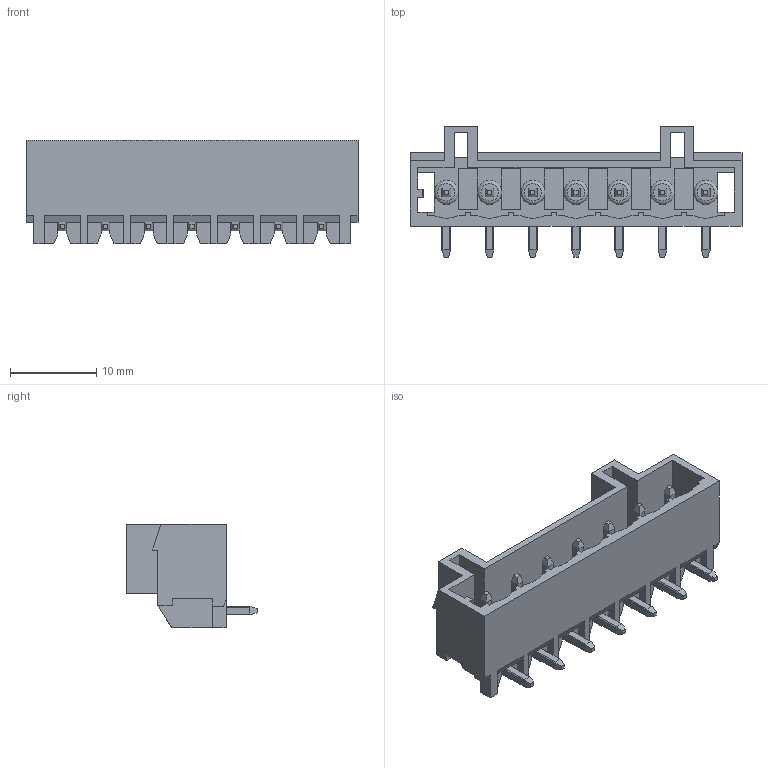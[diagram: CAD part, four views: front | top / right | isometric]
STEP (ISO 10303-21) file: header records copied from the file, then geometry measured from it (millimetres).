
FILE_DESCRIPTION( ( 'Unknown' ), '1' );
FILE_NAME( '691370710007B.stp', 'Unknown', ( 'Unknown' ), ( 'Unknown' ), 'PSStep 19.0.9', 'Unknown', ' ' );
FILE_SCHEMA( ( 'AUTOMOTIVE_DESIGN { 1 0 10303 214 1 1 1 1 }' ) );
Length unit declared in the file: millimetre
Products named in the file (3): Assem1; 6913707100xxB_PIN; 691370710007B
Assembly tree (8 placements, depth 2):
  Assem1
    6913707100xxB_PIN  x7
    691370710007B
Bounding box: 38.4 x 15.1 x 12 mm (x, y, z)
Volume: 1571.4 mm3; surface area: 3611.6 mm2
Topology: 8 solids, 8 shells, 444 faces, 1283 edges, 829 vertices
Faces by surface type: plane 402, cylinder 21, cone 14, torus 7
Full cylindrical faces by diameter (mm): 2.8 x7
Entity records: 11768 total; most frequent: CARTESIAN_POINT 1697, ORIENTED_EDGE 1696, DIRECTION 1476, EDGE_CURVE 848, LINE 802, VECTOR 802, VERTEX_POINT 558, AXIS2_PLACEMENT_3D 337
